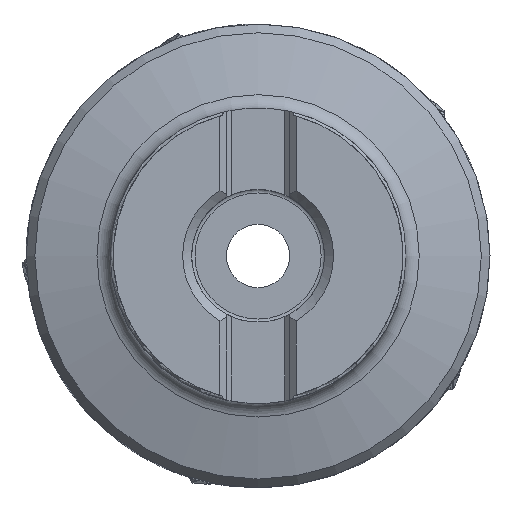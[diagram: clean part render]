
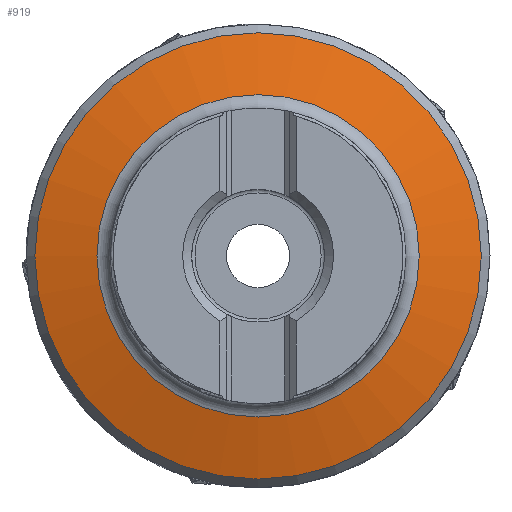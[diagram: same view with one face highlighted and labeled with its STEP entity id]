
A CAD part, top view. The second image highlights one B-rep face of the part: STEP entity #919.
In plain terms, the highlighted conical face has half-angle 74.746 degrees and reference radius 36.988 mm.
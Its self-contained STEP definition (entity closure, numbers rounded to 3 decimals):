
#242=CONICAL_SURFACE('',#9107,36.988,74.746);
#919=ADVANCED_FACE('S9',(#1798,#1799),#242,.T.);
#1642=CIRCLE('',#9105,26.711);
#1643=CIRCLE('',#9106,36.988);
#1798=FACE_BOUND('',#2038,.T.);
#1799=FACE_BOUND('',#2039,.T.);
#2038=EDGE_LOOP('',(#4180));
#2039=EDGE_LOOP('',(#4181));
#4180=ORIENTED_EDGE('',*,*,#7372,.T.);
#4181=ORIENTED_EDGE('',*,*,#7373,.F.);
#6456=VERTEX_POINT('',#13648);
#6457=VERTEX_POINT('',#13650);
#7372=EDGE_CURVE('',#6456,#6456,#1642,.T.);
#7373=EDGE_CURVE('',#6457,#6457,#1643,.T.);
#9105=AXIS2_PLACEMENT_3D('',#13647,#10214,#10215);
#9106=AXIS2_PLACEMENT_3D('',#13649,#10216,#10217);
#9107=AXIS2_PLACEMENT_3D('',#13651,#10218,#10219);
#10214=DIRECTION('',(0.,0.,-1.));
#10215=DIRECTION('',(-1.,0.,0.));
#10216=DIRECTION('',(0.,0.,-1.));
#10217=DIRECTION('',(-1.,0.,0.));
#10218=DIRECTION('',(0.,0.,-1.));
#10219=DIRECTION('',(-1.,0.,0.));
#13647=CARTESIAN_POINT('',(0.,0.,-17.103));
#13648=CARTESIAN_POINT('',(-26.711,0.,-17.103));
#13649=CARTESIAN_POINT('',(0.,0.,-19.905));
#13650=CARTESIAN_POINT('',(-36.988,0.,-19.905));
#13651=CARTESIAN_POINT('',(0.,0.,-19.905));
